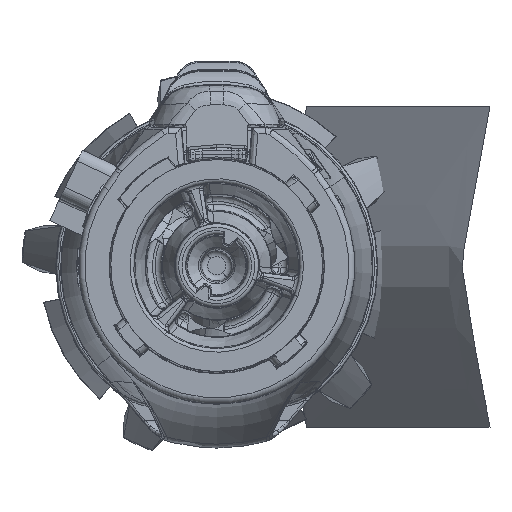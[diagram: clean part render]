
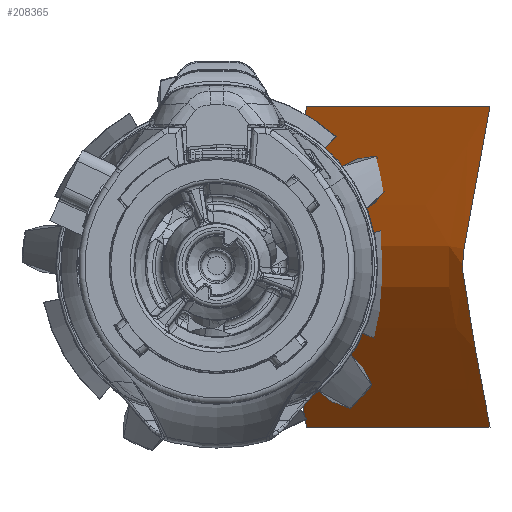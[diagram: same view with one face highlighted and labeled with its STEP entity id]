
A CAD part, top view. The second image highlights one B-rep face of the part: STEP entity #208365.
In plain terms, the highlighted face is a extrusion surface.
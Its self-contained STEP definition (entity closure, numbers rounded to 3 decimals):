
#208284=CARTESIAN_POINT('',(13.25,7.425,-17.924));
#208285=CARTESIAN_POINT('',(12.146,7.215,
-17.715));
#208286=CARTESIAN_POINT('',(10.49,6.902,
-17.401));
#208287=CARTESIAN_POINT('',(8.281,6.486,-16.986));
#208288=CARTESIAN_POINT('',(6.625,6.176,-16.676));
#208289=CARTESIAN_POINT('',(4.969,5.87,-16.369));
#208290=CARTESIAN_POINT('',(3.589,5.621,
-16.12));
#208291=CARTESIAN_POINT('',(2.484,5.432,-15.932));
#208292=CARTESIAN_POINT('',(1.38,5.259,
-15.758));
#208293=CARTESIAN_POINT('',(0.,5.103,-15.602));
#208294=CARTESIAN_POINT('',(-1.38,5.259,
-15.758));
#208295=CARTESIAN_POINT('',(-2.484,5.432,-15.932));
#208296=CARTESIAN_POINT('',(-3.589,5.621,
-16.12));
#208297=CARTESIAN_POINT('',(-4.969,5.87,-16.369));
#208298=CARTESIAN_POINT('',(-6.625,6.176,-16.676));
#208299=CARTESIAN_POINT('',(-8.281,6.486,-16.986));
#208300=CARTESIAN_POINT('',(-10.49,6.902,
-17.401));
#208301=CARTESIAN_POINT('',(-12.146,7.215,
-17.715));
#208302=CARTESIAN_POINT('',(-13.25,7.425,-17.924));
#208304=DIRECTION('',(0.,0.707,0.707));
#208305=VECTOR('',#208304,21.4);
#208306=CARTESIAN_POINT('',(-13.25,7.425,-17.924));
#208307=LINE('',#208306,#208305);
#208308=CARTESIAN_POINT('',(-13.25,22.557,-2.792));
#208309=CARTESIAN_POINT('',(-12.146,22.348,
-2.583));
#208310=CARTESIAN_POINT('',(-10.49,22.034,
-2.269));
#208311=CARTESIAN_POINT('',(-8.281,21.618,-1.854));
#208312=CARTESIAN_POINT('',(-6.625,21.309,-1.544));
#208313=CARTESIAN_POINT('',(-4.969,21.002,-1.237));
#208314=CARTESIAN_POINT('',(-3.589,20.753,
-0.988));
#208315=CARTESIAN_POINT('',(-2.484,20.564,-0.8));
#208316=CARTESIAN_POINT('',(-1.38,20.391,
-0.626));
#208317=CARTESIAN_POINT('',(0.,20.235,-0.47));
#208318=CARTESIAN_POINT('',(1.38,20.391,
-0.626));
#208319=CARTESIAN_POINT('',(2.484,20.564,-0.8));
#208320=CARTESIAN_POINT('',(3.589,20.753,
-0.988));
#208321=CARTESIAN_POINT('',(4.969,21.002,-1.237));
#208322=CARTESIAN_POINT('',(6.625,21.309,-1.544));
#208323=CARTESIAN_POINT('',(8.281,21.618,-1.854));
#208324=CARTESIAN_POINT('',(10.49,22.034,
-2.269));
#208325=CARTESIAN_POINT('',(12.146,22.348,
-2.583));
#208326=CARTESIAN_POINT('',(13.25,22.557,-2.792));
#208328=DIRECTION('',(0.,-0.707,-0.707));
#208329=VECTOR('',#208328,21.4);
#208330=CARTESIAN_POINT('',(13.25,22.557,-2.792));
#208331=LINE('',#208330,#208329);
#208332=VERTEX_POINT('',#208302);
#208333=VERTEX_POINT('',#208284);
#208334=VERTEX_POINT('',#208308);
#208335=VERTEX_POINT('',#208326);
#208336=CARTESIAN_POINT('',(13.514,7.475,
-17.974));
#208337=CARTESIAN_POINT('',(12.387,7.261,
-17.761));
#208338=CARTESIAN_POINT('',(10.135,6.835,
-17.334));
#208339=CARTESIAN_POINT('',(7.32,6.305,
-16.805));
#208340=CARTESIAN_POINT('',(5.068,5.888,
-16.387));
#208341=CARTESIAN_POINT('',(3.378,5.583,
-16.082));
#208342=CARTESIAN_POINT('',(1.689,5.296,
-15.795));
#208343=CARTESIAN_POINT('',(0.,5.1,
-15.599));
#208344=CARTESIAN_POINT('',(-1.689,5.296,
-15.795));
#208345=CARTESIAN_POINT('',(-3.378,5.583,
-16.082));
#208346=CARTESIAN_POINT('',(-5.068,5.888,
-16.387));
#208347=CARTESIAN_POINT('',(-7.32,6.305,
-16.805));
#208348=CARTESIAN_POINT('',(-10.135,6.835,
-17.334));
#208349=CARTESIAN_POINT('',(-12.387,7.261,
-17.761));
#208350=CARTESIAN_POINT('',(-13.514,7.475,
-17.974));
#208352=DIRECTION('',(0.,0.707,0.707));
#208353=VECTOR('',#208352,1.);
#208354=SURFACE_OF_LINEAR_EXTRUSION('',#208351,#208353);
#208356=ORIENTED_EDGE('',*,*,#208355,.T.);
#208358=ORIENTED_EDGE('',*,*,#208357,.T.);
#208360=ORIENTED_EDGE('',*,*,#208359,.T.);
#208362=ORIENTED_EDGE('',*,*,#208361,.T.);
#208363=EDGE_LOOP('',(#208356,#208358,#208360,#208362));
#208364=FACE_OUTER_BOUND('',#208363,.F.);
#208365=ADVANCED_FACE('',(#208364),#208354,.F.);
#208303=B_SPLINE_CURVE_WITH_KNOTS('',3,(#208284,#208285,#208286,#208287,#208288,
#208289,#208290,#208291,#208292,#208293,#208294,#208295,#208296,#208297,#208298,
#208299,#208300,#208301,#208302),.UNSPECIFIED.,.F.,.F.,(4,1,1,1,1,1,1,1,1,1,1,1,
1,1,1,1,4),(0.,0.125,0.188,0.25,0.313,0.375,0.406,0.438,
0.5,0.563,0.594,0.625,0.688,0.75,0.813,0.875,1.),
.UNSPECIFIED.);
#208327=B_SPLINE_CURVE_WITH_KNOTS('',3,(#208308,#208309,#208310,#208311,#208312,
#208313,#208314,#208315,#208316,#208317,#208318,#208319,#208320,#208321,#208322,
#208323,#208324,#208325,#208326),.UNSPECIFIED.,.F.,.F.,(4,1,1,1,1,1,1,1,1,1,1,1,
1,1,1,1,4),(0.,0.125,0.188,0.25,0.313,0.375,0.406,0.438,
0.5,0.563,0.594,0.625,0.688,0.75,0.813,0.875,1.),
.UNSPECIFIED.);
#208351=B_SPLINE_CURVE_WITH_KNOTS('',3,(#208336,#208337,#208338,#208339,#208340,
#208341,#208342,#208343,#208344,#208345,#208346,#208347,#208348,#208349,
#208350),.UNSPECIFIED.,.F.,.F.,(4,1,1,1,1,1,1,1,1,1,1,1,4),(0.,0.125,0.25,
0.313,0.375,0.438,0.5,0.563,0.625,0.688,0.75,0.875,1.),
.UNSPECIFIED.);
#208355=EDGE_CURVE('',#208333,#208332,#208303,.T.);
#208357=EDGE_CURVE('',#208332,#208334,#208307,.T.);
#208359=EDGE_CURVE('',#208334,#208335,#208327,.T.);
#208361=EDGE_CURVE('',#208335,#208333,#208331,.T.);
